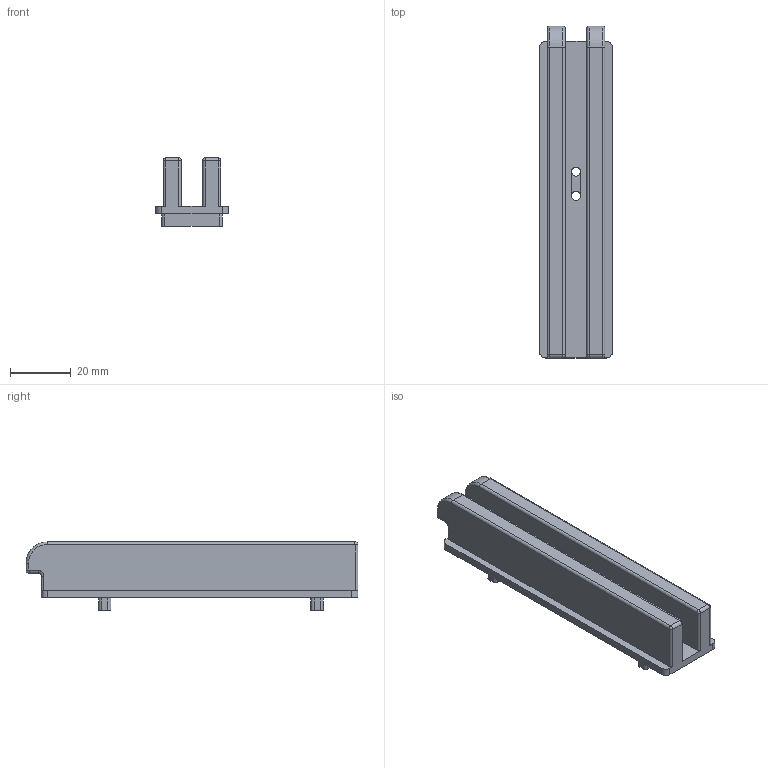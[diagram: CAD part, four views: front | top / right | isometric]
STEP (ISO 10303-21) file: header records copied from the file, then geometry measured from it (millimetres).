
FILE_DESCRIPTION (( 'STEP AP203' ), '1' );
FILE_NAME ('Insert_Finger_2020_V2_Default_sldprt.STEP', '2023-05-15T13:59:33', ( '' ), ( '' ), 'SwSTEP 2.0', 'SolidWorks 2022', '' );
FILE_SCHEMA (( 'CONFIG_CONTROL_DESIGN' ));
Length unit declared in the file: millimetre
Products named in the file (1): Insert_Finger_2020_V2_Default_sldprt
Bounding box: 24 x 109.5 x 22.5 mm (x, y, z)
Volume: 27303.8 mm3; surface area: 13169.6 mm2
Topology: 1 solids, 1 shells, 112 faces, 285 edges, 178 vertices
Faces by surface type: plane 46, cylinder 44, torus 16, bspline 6
Entity records: 3814 total; most frequent: CARTESIAN_POINT 982, DIRECTION 591, ORIENTED_EDGE 570, EDGE_CURVE 285, AXIS2_PLACEMENT_3D 211, VERTEX_POINT 178, LINE 169, VECTOR 169
